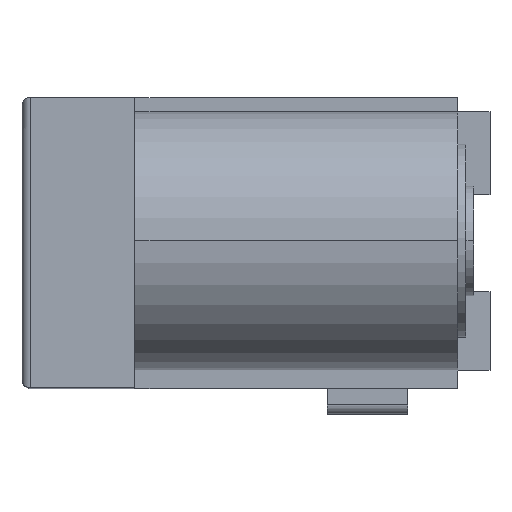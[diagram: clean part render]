
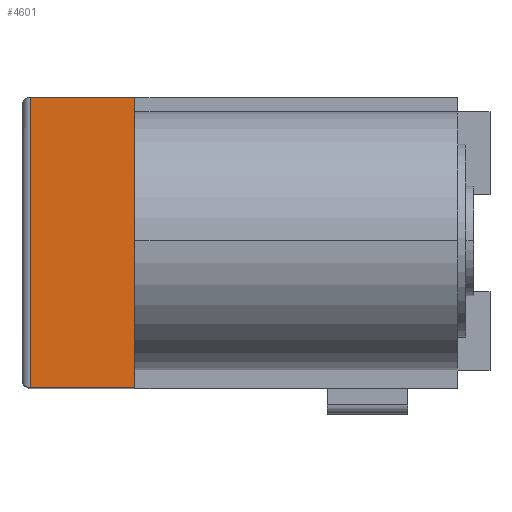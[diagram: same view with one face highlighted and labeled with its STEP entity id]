
A CAD part, top view. The second image highlights one B-rep face of the part: STEP entity #4601.
In plain terms, the highlighted planar face has unit normal (0, 0, 1).
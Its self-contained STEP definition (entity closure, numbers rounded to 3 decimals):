
#2701 = PLANE('',#2702);
#2702 = AXIS2_PLACEMENT_3D('',#2703,#2704,#2705);
#2703 = CARTESIAN_POINT('',(-3.95,0.063,6.7));
#2704 = DIRECTION('',(1.,0.,0.));
#2705 = DIRECTION('',(0.,0.,1.));
#3333 = PLANE('',#3334);
#3334 = AXIS2_PLACEMENT_3D('',#3335,#3336,#3337);
#3335 = CARTESIAN_POINT('',(7.05,-4.5,11.));
#3336 = DIRECTION('',(0.,1.,0.));
#3337 = DIRECTION('',(0.,0.,-1.));
#3348 = EDGE_CURVE('',#3349,#3351,#3353,.T.);
#3349 = VERTEX_POINT('',#3350);
#3350 = CARTESIAN_POINT('',(-7.2,-4.5,11.));
#3351 = VERTEX_POINT('',#3352);
#3352 = CARTESIAN_POINT('',(-3.95,-4.5,11.));
#3353 = SURFACE_CURVE('',#3354,(#3358,#3365),.PCURVE_S1.);
#3354 = LINE('',#3355,#3356);
#3355 = CARTESIAN_POINT('',(7.05,-4.5,11.));
#3356 = VECTOR('',#3357,1.);
#3357 = DIRECTION('',(1.,0.,0.));
#3358 = PCURVE('',#3333,#3359);
#3359 = DEFINITIONAL_REPRESENTATION('',(#3360),#3364);
#3360 = LINE('',#3361,#3362);
#3361 = CARTESIAN_POINT('',(0.,0.));
#3362 = VECTOR('',#3363,1.);
#3363 = DIRECTION('',(0.,-1.));
#3364 = ( GEOMETRIC_REPRESENTATION_CONTEXT(2) 
PARAMETRIC_REPRESENTATION_CONTEXT() REPRESENTATION_CONTEXT('2D SPACE',''
  ) );
#3365 = PCURVE('',#3366,#3371);
#3366 = PLANE('',#3367);
#3367 = AXIS2_PLACEMENT_3D('',#3368,#3369,#3370);
#3368 = CARTESIAN_POINT('',(7.05,4.5,11.));
#3369 = DIRECTION('',(0.,0.,1.));
#3370 = DIRECTION('',(-1.,0.,0.));
#3371 = DEFINITIONAL_REPRESENTATION('',(#3372),#3376);
#3372 = LINE('',#3373,#3374);
#3373 = CARTESIAN_POINT('',(0.,9.));
#3374 = VECTOR('',#3375,1.);
#3375 = DIRECTION('',(-1.,0.));
#3376 = ( GEOMETRIC_REPRESENTATION_CONTEXT(2) 
PARAMETRIC_REPRESENTATION_CONTEXT() REPRESENTATION_CONTEXT('2D SPACE',''
  ) );
#4115 = PLANE('',#4116);
#4116 = AXIS2_PLACEMENT_3D('',#4117,#4118,#4119);
#4117 = CARTESIAN_POINT('',(7.05,4.5,11.));
#4118 = DIRECTION('',(0.,-1.,0.));
#4119 = DIRECTION('',(0.,0.,1.));
#4601 = ADVANCED_FACE('',(#4602),#3366,.T.);
#4602 = FACE_BOUND('',#4603,.T.);
#4603 = EDGE_LOOP('',(#4604,#4629,#4677,#4678));
#4604 = ORIENTED_EDGE('',*,*,#4605,.T.);
#4605 = EDGE_CURVE('',#4606,#4608,#4610,.T.);
#4606 = VERTEX_POINT('',#4607);
#4607 = CARTESIAN_POINT('',(-3.95,4.5,11.));
#4608 = VERTEX_POINT('',#4609);
#4609 = CARTESIAN_POINT('',(-7.2,4.5,11.));
#4610 = SURFACE_CURVE('',#4611,(#4615,#4622),.PCURVE_S1.);
#4611 = LINE('',#4612,#4613);
#4612 = CARTESIAN_POINT('',(7.05,4.5,11.));
#4613 = VECTOR('',#4614,1.);
#4614 = DIRECTION('',(-1.,0.,0.));
#4615 = PCURVE('',#3366,#4616);
#4616 = DEFINITIONAL_REPRESENTATION('',(#4617),#4621);
#4617 = LINE('',#4618,#4619);
#4618 = CARTESIAN_POINT('',(0.,0.));
#4619 = VECTOR('',#4620,1.);
#4620 = DIRECTION('',(1.,0.));
#4621 = ( GEOMETRIC_REPRESENTATION_CONTEXT(2) 
PARAMETRIC_REPRESENTATION_CONTEXT() REPRESENTATION_CONTEXT('2D SPACE',''
  ) );
#4622 = PCURVE('',#4115,#4623);
#4623 = DEFINITIONAL_REPRESENTATION('',(#4624),#4628);
#4624 = LINE('',#4625,#4626);
#4625 = CARTESIAN_POINT('',(0.,0.));
#4626 = VECTOR('',#4627,1.);
#4627 = DIRECTION('',(0.,1.));
#4628 = ( GEOMETRIC_REPRESENTATION_CONTEXT(2) 
PARAMETRIC_REPRESENTATION_CONTEXT() REPRESENTATION_CONTEXT('2D SPACE',''
  ) );
#4629 = ORIENTED_EDGE('',*,*,#4630,.T.);
#4630 = EDGE_CURVE('',#4608,#3349,#4631,.T.);
#4631 = SURFACE_CURVE('',#4632,(#4636,#4643),.PCURVE_S1.);
#4632 = LINE('',#4633,#4634);
#4633 = CARTESIAN_POINT('',(-7.2,-4.5,11.));
#4634 = VECTOR('',#4635,1.);
#4635 = DIRECTION('',(0.,-1.,0.));
#4636 = PCURVE('',#3366,#4637);
#4637 = DEFINITIONAL_REPRESENTATION('',(#4638),#4642);
#4638 = LINE('',#4639,#4640);
#4639 = CARTESIAN_POINT('',(14.25,9.));
#4640 = VECTOR('',#4641,1.);
#4641 = DIRECTION('',(0.,1.));
#4642 = ( GEOMETRIC_REPRESENTATION_CONTEXT(2) 
PARAMETRIC_REPRESENTATION_CONTEXT() REPRESENTATION_CONTEXT('2D SPACE',''
  ) );
#4643 = PCURVE('',#4644,#4649);
#4644 = CYLINDRICAL_SURFACE('',#4645,0.25);
#4645 = AXIS2_PLACEMENT_3D('',#4646,#4647,#4648);
#4646 = CARTESIAN_POINT('',(-7.2,4.5,10.75));
#4647 = DIRECTION('',(0.,1.,0.));
#4648 = DIRECTION('',(-1.,0.,0.));
#4649 = DEFINITIONAL_REPRESENTATION('',(#4650),#4676);
#4650 = B_SPLINE_CURVE_WITH_KNOTS('',3,(#4651,#4652,#4653,#4654,#4655,
    #4656,#4657,#4658,#4659,#4660,#4661,#4662,#4663,#4664,#4665,#4666,
    #4667,#4668,#4669,#4670,#4671,#4672,#4673,#4674,#4675),
  .UNSPECIFIED.,.F.,.F.,(4,1,1,1,1,1,1,1,1,1,1,1,1,1,1,1,1,1,1,1,1,1,4),
  (-9.,-8.591,-8.182,-7.773,-7.364,
    -6.955,-6.545,-6.136,-5.727,
    -5.318,-4.909,-4.5,-4.091,-3.682
    ,-3.273,-2.864,-2.455,-2.045,
    -1.636,-1.227,-0.818,-0.409,
    0.),.UNSPECIFIED.);
#4651 = CARTESIAN_POINT('',(1.571,0.));
#4652 = CARTESIAN_POINT('',(1.571,-0.136));
#4653 = CARTESIAN_POINT('',(1.571,-0.409));
#4654 = CARTESIAN_POINT('',(1.571,-0.818));
#4655 = CARTESIAN_POINT('',(1.571,-1.227));
#4656 = CARTESIAN_POINT('',(1.571,-1.636));
#4657 = CARTESIAN_POINT('',(1.571,-2.045));
#4658 = CARTESIAN_POINT('',(1.571,-2.455));
#4659 = CARTESIAN_POINT('',(1.571,-2.864));
#4660 = CARTESIAN_POINT('',(1.571,-3.273));
#4661 = CARTESIAN_POINT('',(1.571,-3.682));
#4662 = CARTESIAN_POINT('',(1.571,-4.091));
#4663 = CARTESIAN_POINT('',(1.571,-4.5));
#4664 = CARTESIAN_POINT('',(1.571,-4.909));
#4665 = CARTESIAN_POINT('',(1.571,-5.318));
#4666 = CARTESIAN_POINT('',(1.571,-5.727));
#4667 = CARTESIAN_POINT('',(1.571,-6.136));
#4668 = CARTESIAN_POINT('',(1.571,-6.545));
#4669 = CARTESIAN_POINT('',(1.571,-6.955));
#4670 = CARTESIAN_POINT('',(1.571,-7.364));
#4671 = CARTESIAN_POINT('',(1.571,-7.773));
#4672 = CARTESIAN_POINT('',(1.571,-8.182));
#4673 = CARTESIAN_POINT('',(1.571,-8.591));
#4674 = CARTESIAN_POINT('',(1.571,-8.864));
#4675 = CARTESIAN_POINT('',(1.571,-9.));
#4676 = ( GEOMETRIC_REPRESENTATION_CONTEXT(2) 
PARAMETRIC_REPRESENTATION_CONTEXT() REPRESENTATION_CONTEXT('2D SPACE',''
  ) );
#4677 = ORIENTED_EDGE('',*,*,#3348,.T.);
#4678 = ORIENTED_EDGE('',*,*,#4679,.F.);
#4679 = EDGE_CURVE('',#4606,#3351,#4680,.T.);
#4680 = SURFACE_CURVE('',#4681,(#4685,#4692),.PCURVE_S1.);
#4681 = LINE('',#4682,#4683);
#4682 = CARTESIAN_POINT('',(-3.95,4.5,11.));
#4683 = VECTOR('',#4684,1.);
#4684 = DIRECTION('',(0.,-1.,0.));
#4685 = PCURVE('',#3366,#4686);
#4686 = DEFINITIONAL_REPRESENTATION('',(#4687),#4691);
#4687 = LINE('',#4688,#4689);
#4688 = CARTESIAN_POINT('',(11.,0.));
#4689 = VECTOR('',#4690,1.);
#4690 = DIRECTION('',(0.,1.));
#4691 = ( GEOMETRIC_REPRESENTATION_CONTEXT(2) 
PARAMETRIC_REPRESENTATION_CONTEXT() REPRESENTATION_CONTEXT('2D SPACE',''
  ) );
#4692 = PCURVE('',#2701,#4693);
#4693 = DEFINITIONAL_REPRESENTATION('',(#4694),#4698);
#4694 = LINE('',#4695,#4696);
#4695 = CARTESIAN_POINT('',(4.3,-4.437));
#4696 = VECTOR('',#4697,1.);
#4697 = DIRECTION('',(0.,1.));
#4698 = ( GEOMETRIC_REPRESENTATION_CONTEXT(2) 
PARAMETRIC_REPRESENTATION_CONTEXT() REPRESENTATION_CONTEXT('2D SPACE',''
  ) );
